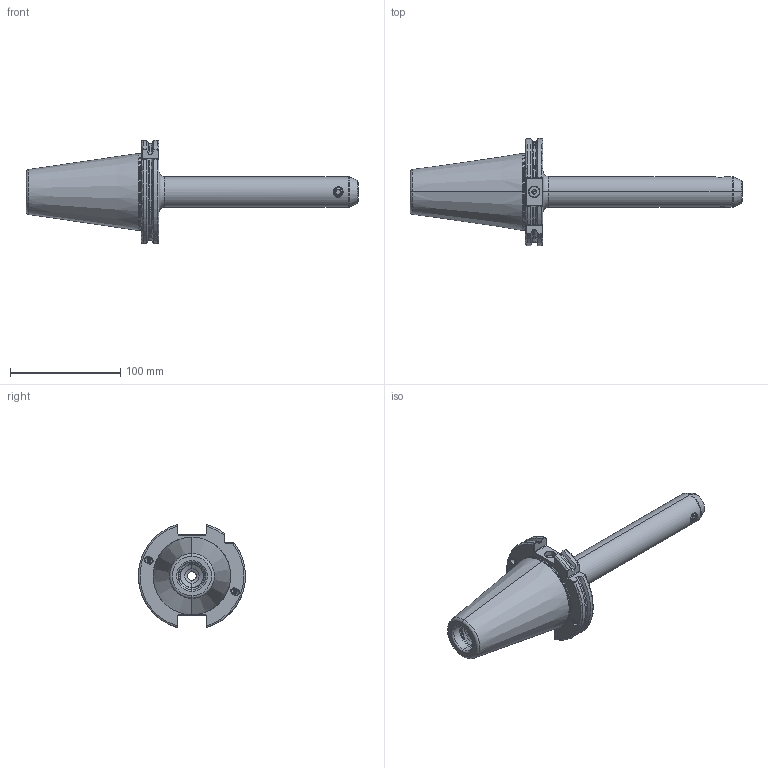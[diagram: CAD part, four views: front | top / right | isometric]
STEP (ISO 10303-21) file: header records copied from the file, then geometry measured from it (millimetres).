
FILE_DESCRIPTION (( 'STEP AP203' ), '1' );
FILE_NAME ('503.04.08.3.STEP', '2016-11-25T07:49:31', ( '' ), ( '' ), 'SwSTEP 2.0', 'SolidWorks 2012', '' );
FILE_SCHEMA (( 'CONFIG_CONTROL_DESIGN' ));
Length unit declared in the file: millimetre
Products named in the file (3): 503.04.08.3; 側固8_M8x1.25_10L
Assembly tree (2 placements, depth 2):
  503.04.08.3
    503.04.08.3
    側固8_M8x1.25_10L
Bounding box: 301.75 x 97.33 x 93.81 mm (x, y, z)
Volume: 407633.1 mm3; surface area: 69803.2 mm2
Topology: 2 solids, 2 shells, 333 faces, 890 edges, 552 vertices
Faces by surface type: cylinder 138, plane 67, cone 47, bspline 43, torus 36, sphere 2
Entity records: 27945 total; most frequent: CARTESIAN_POINT 20441, ORIENTED_EDGE 1748, DIRECTION 1217, EDGE_CURVE 874, VERTEX_POINT 552, AXIS2_PLACEMENT_3D 472, EDGE_LOOP 352, FACE_OUTER_BOUND 333
